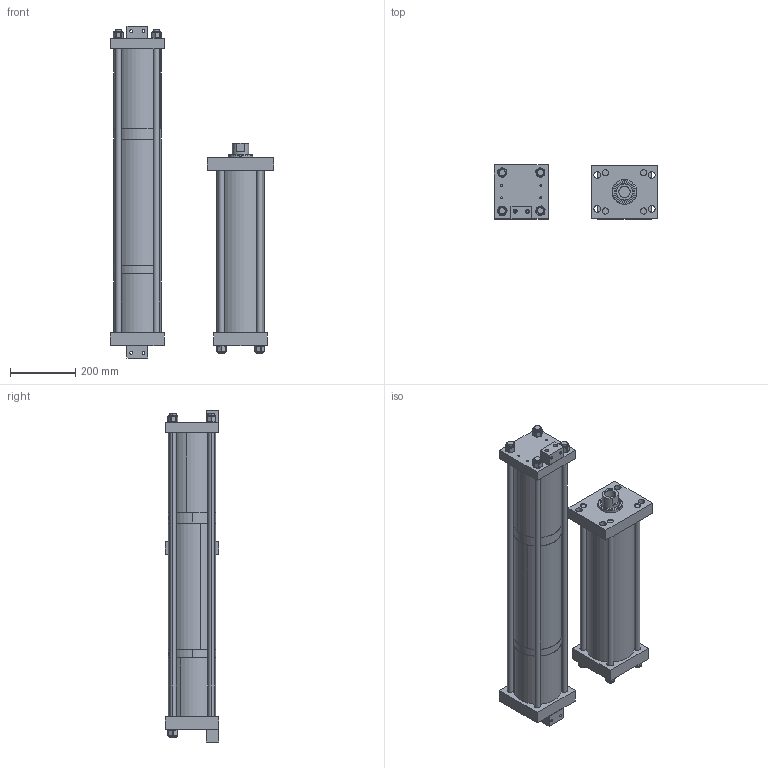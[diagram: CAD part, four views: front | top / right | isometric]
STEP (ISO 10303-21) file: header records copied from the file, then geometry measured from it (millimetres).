
FILE_DESCRIPTION (( 'STEP AP203' ), '1' );
FILE_NAME ('HPS-15-8.00-.25-FH.STEP', '2020-05-19T16:37:02', ( '' ), ( '' ), 'SwSTEP 2.0', 'SolidWorks 2018', '' );
FILE_SCHEMA (( 'CONFIG_CONTROL_DESIGN' ));
Length unit declared in the file: inch
Products named in the file (17): HPS-15-8.00-.25-FH; NLN .75; E1513; ES1514_.25; E1060_8.00 ; E10BRK; E1004; F1062; E1064; E1001_2.0; ES1005_8.00; E1563_8.00-.25(38.092"); G1510; E1511_8.0; E1561_.25; F1003; E1059
Assembly tree (30 placements, depth 2):
  HPS-15-8.00-.25-FH
    E1004
    F1003
    E1001_2.0
    G1510
    E1513
    E1064
    NLN .75  x8
    E1059
    F1062
    E10BRK  x2
    ES1005_8.00
    E1060_8.00   x4
    E1511_8.0
    ES1514_.25
    E1561_.25
    E1563_8.00-.25(38.092")  x4
Bounding box: 501.65 x 165.1 x 1021.46 mm (x, y, z)
Volume: 13016996.9 mm3; surface area: 2214513.5 mm2
Topology: 30 solids, 30 shells, 959 faces, 2273 edges, 1224 vertices
Faces by surface type: cylinder 475, plane 248, sphere 97, bspline 96, cone 43
Entity records: 15567 total; most frequent: CARTESIAN_POINT 3426, DIRECTION 2271, ORIENTED_EDGE 1890, EDGE_CURVE 945, AXIS2_PLACEMENT_3D 942, VERTEX_POINT 600, EDGE_LOOP 547, CIRCLE 500
